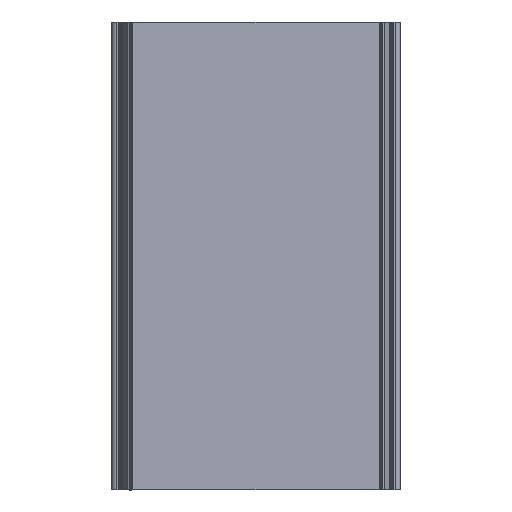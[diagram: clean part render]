
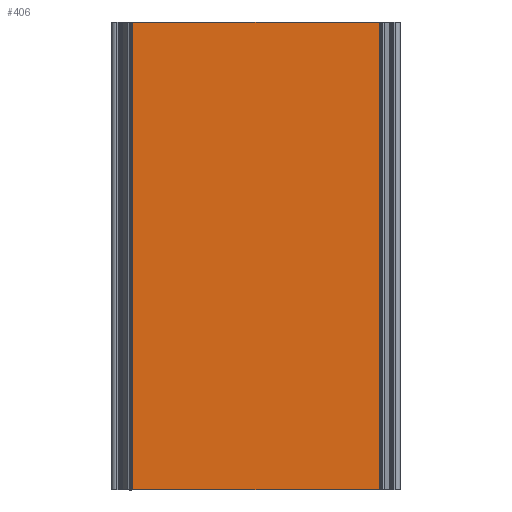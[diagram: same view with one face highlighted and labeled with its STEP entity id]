
A CAD part, top view. The second image highlights one B-rep face of the part: STEP entity #406.
In plain terms, the highlighted planar face has unit normal (0, 0, 1).
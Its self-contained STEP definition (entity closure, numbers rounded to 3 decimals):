
#406 = ADVANCED_FACE( '', ( #848 ), #849, .T. );
#848 = FACE_OUTER_BOUND( '', #1323, .T. );
#849 = PLANE( '', #1324 );
#1323 = EDGE_LOOP( '', ( #2507, #2508, #2509, #2510 ) );
#1324 = AXIS2_PLACEMENT_3D( '', #2511, #2512, #2513 );
#2507 = ORIENTED_EDGE( '', *, *, #3524, .F. );
#2508 = ORIENTED_EDGE( '', *, *, #3525, .F. );
#2509 = ORIENTED_EDGE( '', *, *, #3112, .T. );
#2510 = ORIENTED_EDGE( '', *, *, #3325, .T. );
#2511 = CARTESIAN_POINT( '', ( -27., 100., -26.756 ) );
#2512 = DIRECTION( '', ( 0., 0., 1. ) );
#2513 = DIRECTION( '', ( 0., -1., 0. ) );
#3112 = EDGE_CURVE( '', #3823, #3821, #3824, .T. );
#3325 = EDGE_CURVE( '', #3821, #4174, #4176, .T. );
#3524 = EDGE_CURVE( '', #4440, #4174, #4441, .T. );
#3525 = EDGE_CURVE( '', #3823, #4440, #4442, .T. );
#3821 = VERTEX_POINT( '', #4816 );
#3823 = VERTEX_POINT( '', #4818 );
#3824 = LINE( '', #4819, #4820 );
#4174 = VERTEX_POINT( '', #5280 );
#4176 = LINE( '', #5282, #5283 );
#4440 = VERTEX_POINT( '', #5644 );
#4441 = LINE( '', #5645, #5646 );
#4442 = LINE( '', #5647, #5648 );
#4816 = CARTESIAN_POINT( '', ( -27., 100., -26.756 ) );
#4818 = CARTESIAN_POINT( '', ( 27., 100., -26.756 ) );
#4819 = CARTESIAN_POINT( '', ( 27., 100., -26.756 ) );
#4820 = VECTOR( '', #5927, 1000. );
#5280 = CARTESIAN_POINT( '', ( -27., 0., -26.756 ) );
#5282 = CARTESIAN_POINT( '', ( -27., 100., -26.756 ) );
#5283 = VECTOR( '', #6248, 1000. );
#5644 = CARTESIAN_POINT( '', ( 27., 0., -26.756 ) );
#5645 = CARTESIAN_POINT( '', ( -27., 0., -26.756 ) );
#5646 = VECTOR( '', #6448, 1000. );
#5647 = CARTESIAN_POINT( '', ( 27., 100., -26.756 ) );
#5648 = VECTOR( '', #6449, 1000. );
#5927 = DIRECTION( '', ( -1., 0., 0. ) );
#6248 = DIRECTION( '', ( 0., -1., 0. ) );
#6448 = DIRECTION( '', ( -1., 0., 0. ) );
#6449 = DIRECTION( '', ( 0., -1., 0. ) );
